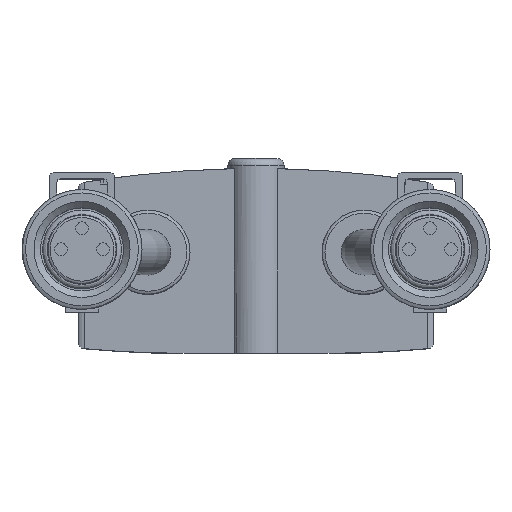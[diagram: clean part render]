
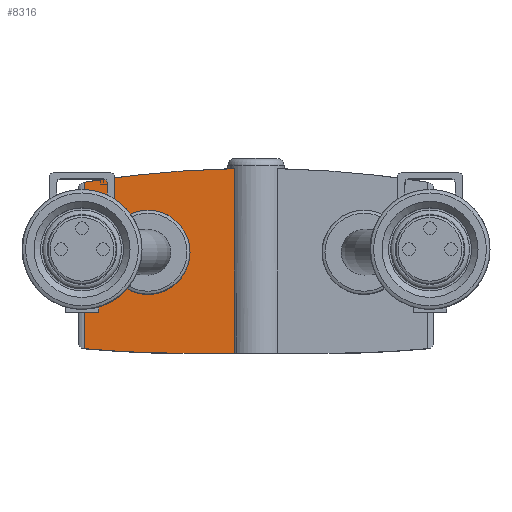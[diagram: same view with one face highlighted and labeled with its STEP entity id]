
A CAD part, top view. The second image highlights one B-rep face of the part: STEP entity #8316.
In plain terms, the highlighted face is planar.
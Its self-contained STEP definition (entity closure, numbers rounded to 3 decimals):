
#93=PLANE('',#8789);
#417=LINE('',#12059,#932);
#418=LINE('',#12064,#933);
#419=LINE('',#12066,#934);
#932=VECTOR('',#9692,1000.);
#933=VECTOR('',#9695,1000.);
#934=VECTOR('',#9696,1000.);
#1614=ORIENTED_EDGE('',*,*,#3437,.F.);
#1615=ORIENTED_EDGE('',*,*,#3500,.T.);
#1616=ORIENTED_EDGE('',*,*,#3501,.F.);
#1617=ORIENTED_EDGE('',*,*,#3502,.F.);
#1618=ORIENTED_EDGE('',*,*,#3503,.F.);
#1619=ORIENTED_EDGE('',*,*,#3504,.F.);
#3437=EDGE_CURVE('',#4392,#4392,#4987,.F.);
#3500=EDGE_CURVE('',#4431,#4432,#417,.T.);
#3501=EDGE_CURVE('',#4433,#4432,#4993,.T.);
#3502=EDGE_CURVE('',#4434,#4433,#418,.T.);
#3503=EDGE_CURVE('',#4435,#4434,#419,.T.);
#3504=EDGE_CURVE('',#4431,#4435,#4994,.T.);
#4392=VERTEX_POINT('',#11882);
#4431=VERTEX_POINT('',#12060);
#4432=VERTEX_POINT('',#12061);
#4433=VERTEX_POINT('',#12063);
#4434=VERTEX_POINT('',#12065);
#4435=VERTEX_POINT('',#12067);
#4987=CIRCLE('',#8747,3.5);
#4993=CIRCLE('',#8790,90.);
#4994=CIRCLE('',#8791,90.);
#5331=EDGE_LOOP('',(#1614));
#5332=EDGE_LOOP('',(#1615,#1616,#1617,#1618,#1619));
#5861=FACE_BOUND('',#5331,.T.);
#5862=FACE_BOUND('',#5332,.T.);
#8316=ADVANCED_FACE('',(#5861,#5862),#93,.F.);
#8747=AXIS2_PLACEMENT_3D('',#11881,#9590,#9591);
#8789=AXIS2_PLACEMENT_3D('',#12058,#9690,#9691);
#8790=AXIS2_PLACEMENT_3D('',#12062,#9693,#9694);
#8791=AXIS2_PLACEMENT_3D('',#12068,#9697,#9698);
#9590=DIRECTION('',(0.,0.,1.));
#9591=DIRECTION('',(1.,0.,0.));
#9690=DIRECTION('',(0.,0.,1.));
#9691=DIRECTION('',(1.,0.,0.));
#9692=DIRECTION('',(0.,-1.,0.));
#9693=DIRECTION('',(0.,0.,1.));
#9694=DIRECTION('',(1.,0.,0.));
#9695=DIRECTION('',(1.,0.,0.));
#9696=DIRECTION('',(0.,-1.,0.));
#9697=DIRECTION('',(0.,0.,1.));
#9698=DIRECTION('',(1.,0.,0.));
#11881=CARTESIAN_POINT('',(9.,0.,0.));
#11882=CARTESIAN_POINT('',(12.5,0.,0.));
#12058=CARTESIAN_POINT('',(-14.3,5.35,0.));
#12059=CARTESIAN_POINT('',(14.3,7.6,0.));
#12060=CARTESIAN_POINT('',(14.3,5.857,0.));
#12061=CARTESIAN_POINT('',(14.3,-8.016,0.));
#12062=CARTESIAN_POINT('',(6.,81.6,0.));
#12063=CARTESIAN_POINT('',(6.,-8.4,0.));
#12064=CARTESIAN_POINT('',(-6.,-8.4,0.));
#12065=CARTESIAN_POINT('',(1.809,-8.4,0.));
#12066=CARTESIAN_POINT('',(1.809,-8.4,0.));
#12067=CARTESIAN_POINT('',(1.809,6.982,0.));
#12068=CARTESIAN_POINT('',(0.,-83.,0.));
